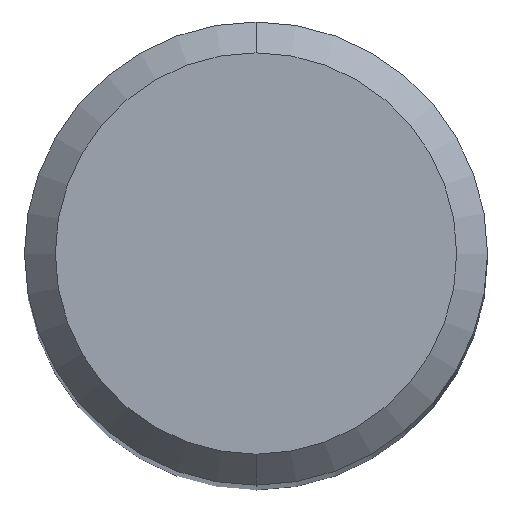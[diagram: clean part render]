
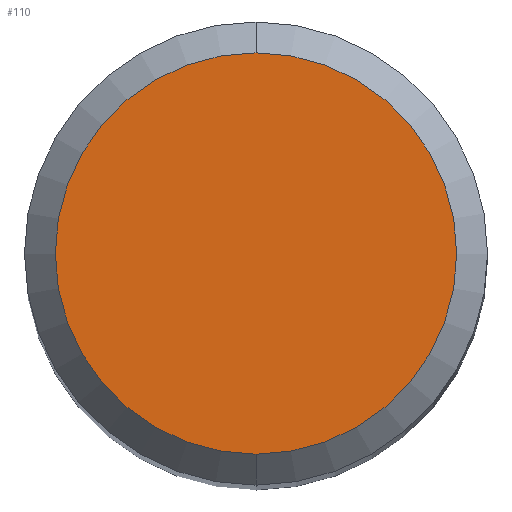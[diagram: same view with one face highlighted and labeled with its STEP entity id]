
A CAD part, top view. The second image highlights one B-rep face of the part: STEP entity #110.
In plain terms, the highlighted planar face has unit normal (0, 0, 1).
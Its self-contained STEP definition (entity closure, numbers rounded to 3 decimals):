
#106=VERTEX_POINT('',#246);
#110=ADVANCED_FACE('',(#250),#251,.T.);
#120=EDGE_CURVE('',#180,#106,#263,.T.);
#180=VERTEX_POINT('',#330);
#192=EDGE_CURVE('',#106,#180,#344,.T.);
#246=CARTESIAN_POINT('',(0.,-2.6,0.01));
#250=FACE_OUTER_BOUND('',#397,.T.);
#251=PLANE('',#398);
#263=CIRCLE('',#412,2.6);
#330=CARTESIAN_POINT('',(0.0,2.6,0.01));
#344=CIRCLE('',#516,2.6);
#397=EDGE_LOOP('',(#571,#572));
#398=AXIS2_PLACEMENT_3D('',#573,#574,#575);
#412=AXIS2_PLACEMENT_3D('',#593,#594,#595);
#516=AXIS2_PLACEMENT_3D('',#692,#693,#694);
#571=ORIENTED_EDGE('',*,*,#120,.F.);
#572=ORIENTED_EDGE('',*,*,#192,.F.);
#573=CARTESIAN_POINT('',(0.0,1.3,0.01));
#574=DIRECTION('',(-0.0,0.0,1.0));
#575=DIRECTION('',(0.0,-1.0,0.0));
#593=CARTESIAN_POINT('',(0.0,0.0,0.01));
#594=DIRECTION('',(0.0,0.0,-1.0));
#595=DIRECTION('',(0.0,1.0,0.0));
#692=CARTESIAN_POINT('',(0.0,0.0,0.01));
#693=DIRECTION('',(0.0,0.0,-1.0));
#694=DIRECTION('',(0.0,1.0,0.0));
